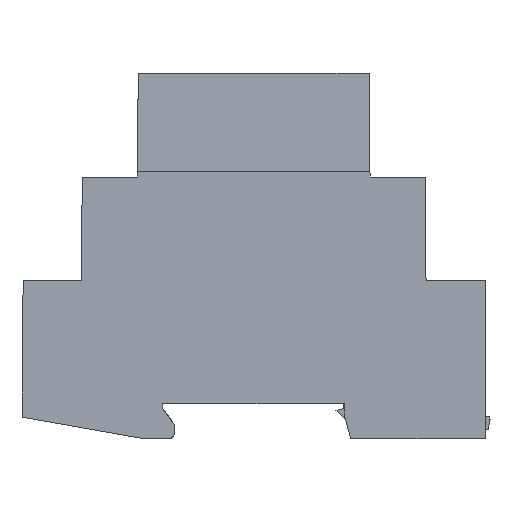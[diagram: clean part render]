
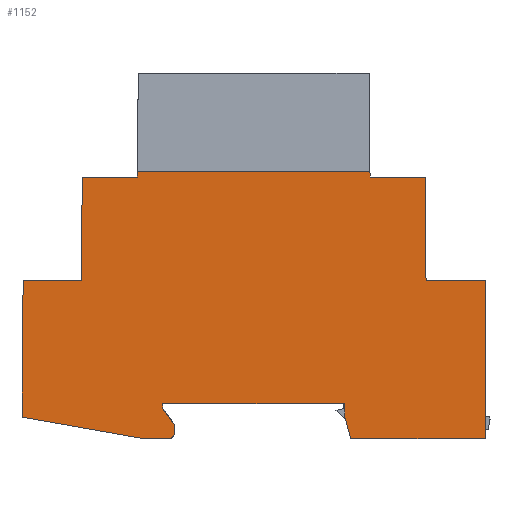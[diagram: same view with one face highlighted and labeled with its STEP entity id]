
A CAD part, left-side view. The second image highlights one B-rep face of the part: STEP entity #1152.
In plain terms, the highlighted planar face has unit normal (-1, 0, 0).
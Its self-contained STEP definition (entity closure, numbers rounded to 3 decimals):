
#874=CIRCLE('',#7206,1.);
#1152=ADVANCED_FACE('',(#1720),#1428,.T.);
#1428=PLANE('',#7222);
#1720=FACE_OUTER_BOUND('',#2022,.T.);
#2022=EDGE_LOOP('',(#3329,#3330,#3331,#3332,#3333,#3334,#3335,#3336,#3337,
#3338,#3339,#3340,#3341,#3342,#3343,#3344,#3345,#3346,#3347,#3348,#3349,
#3350));
#3329=ORIENTED_EDGE('',*,*,#5092,.F.);
#3330=ORIENTED_EDGE('',*,*,#5093,.T.);
#3331=ORIENTED_EDGE('',*,*,#5094,.F.);
#3332=ORIENTED_EDGE('',*,*,#5083,.T.);
#3333=ORIENTED_EDGE('',*,*,#5095,.T.);
#3334=ORIENTED_EDGE('',*,*,#5096,.T.);
#3335=ORIENTED_EDGE('',*,*,#5097,.T.);
#3336=ORIENTED_EDGE('',*,*,#5098,.F.);
#3337=ORIENTED_EDGE('',*,*,#5099,.T.);
#3338=ORIENTED_EDGE('',*,*,#5100,.F.);
#3339=ORIENTED_EDGE('',*,*,#5101,.F.);
#3340=ORIENTED_EDGE('',*,*,#5062,.F.);
#3341=ORIENTED_EDGE('',*,*,#4886,.F.);
#3342=ORIENTED_EDGE('',*,*,#4947,.T.);
#3343=ORIENTED_EDGE('',*,*,#5055,.T.);
#3344=ORIENTED_EDGE('',*,*,#5050,.T.);
#3345=ORIENTED_EDGE('',*,*,#4958,.T.);
#3346=ORIENTED_EDGE('',*,*,#4962,.T.);
#3347=ORIENTED_EDGE('',*,*,#4901,.T.);
#3348=ORIENTED_EDGE('',*,*,#5056,.F.);
#3349=ORIENTED_EDGE('',*,*,#5053,.T.);
#3350=ORIENTED_EDGE('',*,*,#4939,.T.);
#4162=VERTEX_POINT('',#11604);
#4163=VERTEX_POINT('',#11605);
#4174=VERTEX_POINT('',#11631);
#4175=VERTEX_POINT('',#11633);
#4210=VERTEX_POINT('',#11707);
#4211=VERTEX_POINT('',#11709);
#4217=VERTEX_POINT('',#11723);
#4224=VERTEX_POINT('',#11745);
#4225=VERTEX_POINT('',#11747);
#4265=VERTEX_POINT('',#11918);
#4267=VERTEX_POINT('',#11928);
#4269=VERTEX_POINT('',#11946);
#4288=VERTEX_POINT('',#11993);
#4289=VERTEX_POINT('',#11994);
#4296=VERTEX_POINT('',#12012);
#4297=VERTEX_POINT('',#12014);
#4298=VERTEX_POINT('',#12017);
#4299=VERTEX_POINT('',#12019);
#4300=VERTEX_POINT('',#12021);
#4301=VERTEX_POINT('',#12023);
#4302=VERTEX_POINT('',#12025);
#4303=VERTEX_POINT('',#12027);
#4886=EDGE_CURVE('',#4162,#4163,#5556,.T.);
#4901=EDGE_CURVE('',#4175,#4174,#5571,.T.);
#4939=EDGE_CURVE('',#4211,#4210,#5609,.T.);
#4947=EDGE_CURVE('',#4162,#4217,#5617,.T.);
#4958=EDGE_CURVE('',#4225,#4224,#5628,.T.);
#4962=EDGE_CURVE('',#4224,#4175,#5632,.T.);
#5050=EDGE_CURVE('',#4265,#4225,#5718,.T.);
#5053=EDGE_CURVE('',#4267,#4211,#5720,.T.);
#5055=EDGE_CURVE('',#4217,#4265,#874,.T.);
#5056=EDGE_CURVE('',#4267,#4174,#5722,.T.);
#5062=EDGE_CURVE('',#4163,#4269,#5728,.T.);
#5083=EDGE_CURVE('',#4288,#4289,#5749,.T.);
#5092=EDGE_CURVE('',#4296,#4210,#5758,.T.);
#5093=EDGE_CURVE('',#4296,#4297,#5759,.T.);
#5094=EDGE_CURVE('',#4288,#4297,#5760,.T.);
#5095=EDGE_CURVE('',#4289,#4298,#5761,.T.);
#5096=EDGE_CURVE('',#4298,#4299,#5762,.T.);
#5097=EDGE_CURVE('',#4299,#4300,#5763,.T.);
#5098=EDGE_CURVE('',#4301,#4300,#5764,.T.);
#5099=EDGE_CURVE('',#4301,#4302,#5765,.T.);
#5100=EDGE_CURVE('',#4303,#4302,#5766,.T.);
#5101=EDGE_CURVE('',#4269,#4303,#5767,.T.);
#5556=LINE('',#11603,#6218);
#5571=LINE('',#11632,#6233);
#5609=LINE('',#11708,#6271);
#5617=LINE('',#11724,#6279);
#5628=LINE('',#11746,#6290);
#5632=LINE('',#11753,#6294);
#5718=LINE('',#11921,#6380);
#5720=LINE('',#11927,#6382);
#5722=LINE('',#11933,#6384);
#5728=LINE('',#11948,#6390);
#5749=LINE('',#11992,#6411);
#5758=LINE('',#12011,#6420);
#5759=LINE('',#12013,#6421);
#5760=LINE('',#12015,#6422);
#5761=LINE('',#12016,#6423);
#5762=LINE('',#12018,#6424);
#5763=LINE('',#12020,#6425);
#5764=LINE('',#12022,#6426);
#5765=LINE('',#12024,#6427);
#5766=LINE('',#12026,#6428);
#5767=LINE('',#12028,#6429);
#6218=VECTOR('',#7936,1.);
#6233=VECTOR('',#7953,1.);
#6271=VECTOR('',#7995,1.);
#6279=VECTOR('',#8005,1.);
#6290=VECTOR('',#8024,1.);
#6294=VECTOR('',#8030,1.);
#6380=VECTOR('',#8200,1.);
#6382=VECTOR('',#8210,1.);
#6384=VECTOR('',#8218,1.);
#6390=VECTOR('',#8238,1.);
#6411=VECTOR('',#8269,1.);
#6420=VECTOR('',#8282,1.);
#6421=VECTOR('',#8283,1.);
#6422=VECTOR('',#8284,1.);
#6423=VECTOR('',#8285,1.);
#6424=VECTOR('',#8286,1.);
#6425=VECTOR('',#8287,1.);
#6426=VECTOR('',#8288,1.);
#6427=VECTOR('',#8289,1.);
#6428=VECTOR('',#8290,1.);
#6429=VECTOR('',#8291,1.);
#7206=AXIS2_PLACEMENT_3D('',#11931,#8214,#8215);
#7222=AXIS2_PLACEMENT_3D('',#12029,#8292,#8293);
#7936=DIRECTION('',(0.,0.985,0.174));
#7953=DIRECTION('',(0.,-1.,0.));
#7995=DIRECTION('',(0.,-1.,0.));
#8005=DIRECTION('',(0.,-1.,0.));
#8024=DIRECTION('',(0.,0.574,0.819));
#8030=DIRECTION('',(0.,0.001,1.));
#8200=DIRECTION('',(0.,0.,1.));
#8210=DIRECTION('',(0.,-0.259,-0.966));
#8214=DIRECTION('',(-1.,0.,0.));
#8215=DIRECTION('',(0.,1.,0.));
#8218=DIRECTION('',(0.,0.035,0.999));
#8238=DIRECTION('',(0.,0.,1.));
#8269=DIRECTION('',(0.,1.,0.));
#8282=DIRECTION('',(0.,0.,-1.));
#8283=DIRECTION('',(0.,1.,0.));
#8284=DIRECTION('',(0.,-0.009,-1.));
#8285=DIRECTION('',(0.,0.009,1.));
#8286=DIRECTION('',(0.,1.,0.));
#8287=DIRECTION('',(0.,0.009,-1.));
#8288=DIRECTION('',(0.,-1.,0.));
#8289=DIRECTION('',(0.,0.009,-1.));
#8290=DIRECTION('',(0.,-1.,0.));
#8291=DIRECTION('',(0.,-0.009,1.));
#8292=DIRECTION('',(-1.,0.,0.));
#8293=DIRECTION('',(0.,-1.,0.));
#11603=CARTESIAN_POINT('',(0.,46.998,-3.54));
#11604=CARTESIAN_POINT('',(0.,67.075,0.));
#11605=CARTESIAN_POINT('',(0.,90.7,4.166));
#11631=CARTESIAN_POINT('',(0.,28.211,6.8));
#11632=CARTESIAN_POINT('',(0.,63.375,6.8));
#11633=CARTESIAN_POINT('',(0.,63.464,6.8));
#11707=CARTESIAN_POINT('',(0.,0.9,0.));
#11708=CARTESIAN_POINT('',(0.,14.356,0.));
#11709=CARTESIAN_POINT('',(0.,27.006,0.));
#11723=CARTESIAN_POINT('',(0.,62.225,0.));
#11724=CARTESIAN_POINT('',(0.,14.356,0.));
#11745=CARTESIAN_POINT('',(0.,63.463,5.872));
#11746=CARTESIAN_POINT('',(0.,57.752,-2.276));
#11747=CARTESIAN_POINT('',(0.,61.225,2.679));
#11753=CARTESIAN_POINT('',(0.,63.464,6.492));
#11918=CARTESIAN_POINT('',(0.,61.225,1.));
#11921=CARTESIAN_POINT('',(0.,61.225,6.504));
#11927=CARTESIAN_POINT('',(0.,29.852,10.623));
#11928=CARTESIAN_POINT('',(0.,28.119,4.153));
#11931=CARTESIAN_POINT('',(0.,62.225,1.));
#11933=CARTESIAN_POINT('',(0.,28.221,7.097));
#11946=CARTESIAN_POINT('',(0.,90.7,5.55));
#11948=CARTESIAN_POINT('',(0.,90.7,6.504));
#11992=CARTESIAN_POINT('',(0.,45.8,50.7));
#11993=CARTESIAN_POINT('',(0.,12.575,50.7));
#11994=CARTESIAN_POINT('',(0.,23.25,50.7));
#12011=CARTESIAN_POINT('',(0.,0.9,4.54));
#12012=CARTESIAN_POINT('',(0.,0.9,30.6));
#12013=CARTESIAN_POINT('',(0.,79.2,30.6));
#12014=CARTESIAN_POINT('',(0.,12.4,30.6));
#12015=CARTESIAN_POINT('',(0.,12.575,50.699));
#12016=CARTESIAN_POINT('',(0.,23.121,35.874));
#12017=CARTESIAN_POINT('',(0.,23.26,51.8));
#12018=CARTESIAN_POINT('',(0.,57.071,51.8));
#12019=CARTESIAN_POINT('',(0.,68.34,51.8));
#12020=CARTESIAN_POINT('',(0.,68.479,35.874));
#12021=CARTESIAN_POINT('',(0.,68.35,50.7));
#12022=CARTESIAN_POINT('',(0.,45.8,50.7));
#12023=CARTESIAN_POINT('',(0.,79.025,50.7));
#12024=CARTESIAN_POINT('',(0.,79.153,35.967));
#12025=CARTESIAN_POINT('',(0.,79.2,30.6));
#12026=CARTESIAN_POINT('',(0.,79.2,30.6));
#12027=CARTESIAN_POINT('',(0.,90.481,30.6));
#12028=CARTESIAN_POINT('',(0.,90.434,36.065));
#12029=CARTESIAN_POINT('',(0.,45.8,35.676));
